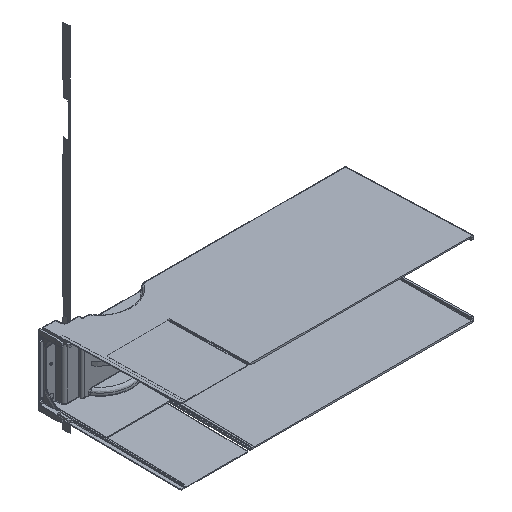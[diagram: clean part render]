
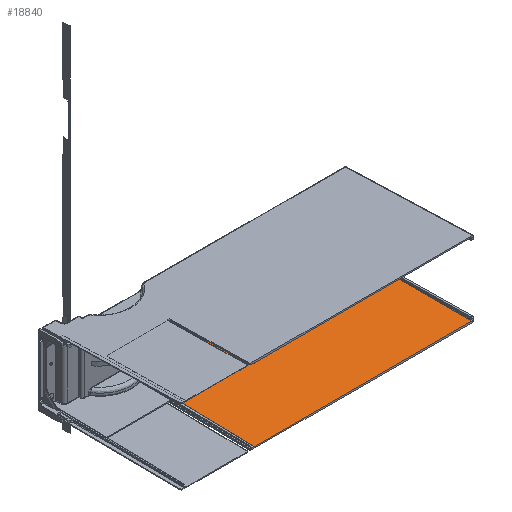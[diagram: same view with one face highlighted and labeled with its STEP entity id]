
A CAD part, isometric view. The second image highlights one B-rep face of the part: STEP entity #18840.
In plain terms, the highlighted planar face has unit normal (0, -0.018, 1).
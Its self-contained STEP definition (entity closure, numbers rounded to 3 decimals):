
#3871=DIRECTION('',(1.,0.,0.));
#3872=VECTOR('',#3871,289.318);
#3873=CARTESIAN_POINT('',(-385.67,390.518,
-48.182));
#3874=LINE('',#3873,#3872);
#3875=DIRECTION('',(-0.005,-1.,-0.017));
#3876=VECTOR('',#3875,149.363);
#3877=CARTESIAN_POINT('',(-384.888,539.856,
-45.575));
#3878=LINE('',#3877,#3876);
#3879=CARTESIAN_POINT('',(-367.053,554.894,
-45.312));
#3880=CARTESIAN_POINT('',(-367.274,554.568,
-45.318));
#3881=CARTESIAN_POINT('',(-367.726,553.923,
-45.329));
#3882=CARTESIAN_POINT('',(-368.429,552.974,
-45.346));
#3883=CARTESIAN_POINT('',(-369.158,552.044,
-45.362));
#3884=CARTESIAN_POINT('',(-369.912,551.135,
-45.378));
#3885=CARTESIAN_POINT('',(-370.69,550.246,
-45.394));
#3886=CARTESIAN_POINT('',(-371.493,549.379,
-45.409));
#3887=CARTESIAN_POINT('',(-372.319,548.535,
-45.423));
#3888=CARTESIAN_POINT('',(-373.168,547.714,
-45.438));
#3889=CARTESIAN_POINT('',(-374.039,546.916,
-45.452));
#3890=CARTESIAN_POINT('',(-374.931,546.142,
-45.465));
#3891=CARTESIAN_POINT('',(-375.845,545.393,
-45.478));
#3892=CARTESIAN_POINT('',(-376.778,544.669,
-45.491));
#3893=CARTESIAN_POINT('',(-377.731,543.971,
-45.503));
#3894=CARTESIAN_POINT('',(-378.703,543.3,
-45.515));
#3895=CARTESIAN_POINT('',(-379.693,542.655,
-45.526));
#3896=CARTESIAN_POINT('',(-380.7,542.038,
-45.537));
#3897=CARTESIAN_POINT('',(-381.723,541.448,
-45.547));
#3898=CARTESIAN_POINT('',(-382.763,540.887,
-45.557));
#3899=CARTESIAN_POINT('',(-383.817,540.355,
-45.566));
#3900=CARTESIAN_POINT('',(-384.529,540.019,
-45.572));
#3901=CARTESIAN_POINT('',(-384.888,539.856,
-45.575));
#3903=DIRECTION('',(-0.017,1.,0.017));
#3904=VECTOR('',#3903,165.523);
#3905=CARTESIAN_POINT('',(-96.352,390.518,
-48.182));
#3906=LINE('',#3905,#3904);
#9242=DIRECTION('',(1.,0.,0.));
#9243=VECTOR('',#9242,265.744);
#9244=CARTESIAN_POINT('',(-364.985,555.99,
-45.293));
#9245=LINE('',#9244,#9243);
#9255=CARTESIAN_POINT('',(-367.053,554.894,
-45.312));
#9256=CARTESIAN_POINT('',(-367.029,554.931,
-45.312));
#9257=CARTESIAN_POINT('',(-366.978,555.002,
-45.311));
#9258=CARTESIAN_POINT('',(-366.896,555.104,
-45.309));
#9259=CARTESIAN_POINT('',(-366.809,555.201,
-45.307));
#9260=CARTESIAN_POINT('',(-366.718,555.294,
-45.305));
#9261=CARTESIAN_POINT('',(-366.622,555.381,
-45.304));
#9262=CARTESIAN_POINT('',(-366.522,555.463,
-45.303));
#9263=CARTESIAN_POINT('',(-366.418,555.54,
-45.301));
#9264=CARTESIAN_POINT('',(-366.311,555.611,
-45.3));
#9265=CARTESIAN_POINT('',(-366.201,555.676,-45.299));
#9266=CARTESIAN_POINT('',(-366.088,555.735,
-45.298));
#9267=CARTESIAN_POINT('',(-365.972,555.788,
-45.297));
#9268=CARTESIAN_POINT('',(-365.854,555.836,
-45.296));
#9269=CARTESIAN_POINT('',(-365.733,555.877,
-45.295));
#9270=CARTESIAN_POINT('',(-365.611,555.912,
-45.295));
#9271=CARTESIAN_POINT('',(-365.488,555.94,
-45.294));
#9272=CARTESIAN_POINT('',(-365.363,555.963,
-45.294));
#9273=CARTESIAN_POINT('',(-365.237,555.978,
-45.294));
#9274=CARTESIAN_POINT('',(-365.111,555.988,
-45.293));
#9275=CARTESIAN_POINT('',(-365.027,555.99,
-45.293));
#9276=CARTESIAN_POINT('',(-364.985,555.99,
-45.293));
#14137=CARTESIAN_POINT('',(-385.67,390.518,
-48.182));
#14138=CARTESIAN_POINT('',(-96.352,390.518,
-48.182));
#14139=VERTEX_POINT('',#14137);
#14140=VERTEX_POINT('',#14138);
#14313=CARTESIAN_POINT('',(-384.888,539.856,
-45.575));
#14314=VERTEX_POINT('',#14313);
#14342=VERTEX_POINT('',#3879);
#14862=CARTESIAN_POINT('',(-99.24,555.99,
-45.293));
#14863=VERTEX_POINT('',#14862);
#14911=CARTESIAN_POINT('',(-364.985,555.99,
-45.293));
#14913=VERTEX_POINT('',#14911);
#18822=CARTESIAN_POINT('',(-436.12,459.446,
-46.978));
#18823=DIRECTION('',(0.,0.017,-1.));
#18824=DIRECTION('',(0.,-1.,-0.017));
#18825=AXIS2_PLACEMENT_3D('',#18822,#18823,#18824);
#18826=PLANE('',#18825);
#18828=ORIENTED_EDGE('',*,*,#18827,.F.);
#18830=ORIENTED_EDGE('',*,*,#18829,.F.);
#18831=ORIENTED_EDGE('',*,*,#18812,.F.);
#18833=ORIENTED_EDGE('',*,*,#18832,.T.);
#18835=ORIENTED_EDGE('',*,*,#18834,.T.);
#18837=ORIENTED_EDGE('',*,*,#18836,.F.);
#18838=EDGE_LOOP('',(#18828,#18830,#18831,#18833,#18835,#18837));
#18839=FACE_OUTER_BOUND('',#18838,.F.);
#18840=ADVANCED_FACE('',(#18839),#18826,.F.);
#3902=B_SPLINE_CURVE_WITH_KNOTS('',3,(#3879,#3880,#3881,#3882,#3883,#3884,#3885,
#3886,#3887,#3888,#3889,#3890,#3891,#3892,#3893,#3894,#3895,#3896,#3897,#3898,
#3899,#3900,#3901),.UNSPECIFIED.,.F.,.F.,(4,1,1,1,1,1,1,1,1,1,1,1,1,1,1,1,1,1,1,
1,4),(0.,0.05,0.1,0.15,0.2,0.25,0.3,0.35,0.4,0.45,0.5,
0.55,0.6,0.65,0.7,0.75,0.8,0.85,0.9,0.95,1.),.UNSPECIFIED.);
#9277=B_SPLINE_CURVE_WITH_KNOTS('',3,(#9255,#9256,#9257,#9258,#9259,#9260,#9261,
#9262,#9263,#9264,#9265,#9266,#9267,#9268,#9269,#9270,#9271,#9272,#9273,#9274,
#9275,#9276),.UNSPECIFIED.,.F.,.F.,(4,1,1,1,1,1,1,1,1,1,1,1,1,1,1,1,1,1,1,4),(
0.,0.053,0.105,0.158,0.211,
0.263,0.316,0.368,0.421,
0.474,0.526,0.579,0.632,
0.684,0.737,0.789,0.842,
0.895,0.947,1.),.UNSPECIFIED.);
#18812=EDGE_CURVE('',#14342,#14314,#3902,.T.);
#18827=EDGE_CURVE('',#14139,#14140,#3874,.T.);
#18829=EDGE_CURVE('',#14314,#14139,#3878,.T.);
#18832=EDGE_CURVE('',#14342,#14913,#9277,.T.);
#18834=EDGE_CURVE('',#14913,#14863,#9245,.T.);
#18836=EDGE_CURVE('',#14140,#14863,#3906,.T.);
